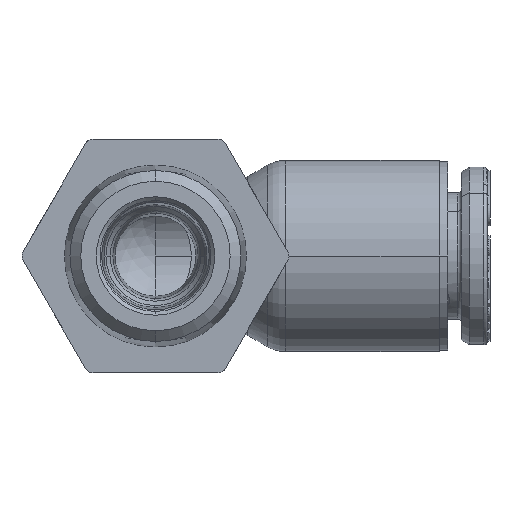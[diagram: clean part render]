
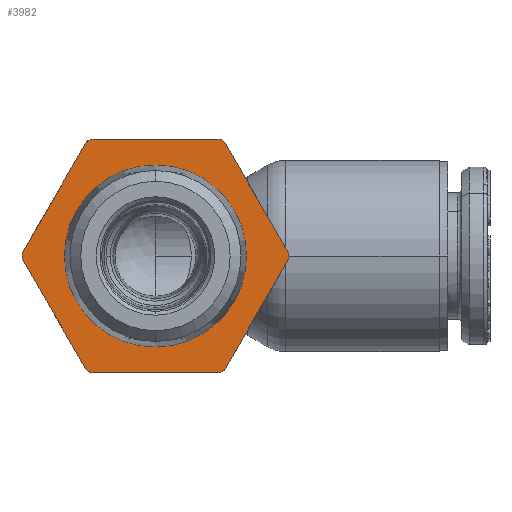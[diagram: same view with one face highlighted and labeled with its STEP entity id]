
A CAD part, front view. The second image highlights one B-rep face of the part: STEP entity #3982.
In plain terms, the highlighted planar face has unit normal (0, -1, 0).
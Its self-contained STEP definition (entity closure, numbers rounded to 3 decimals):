
#3982=ADVANCED_FACE('',(#8105,#8106),#8107,.F.);
#8105=FACE_OUTER_BOUND('',#15847,.T.);
#8106=FACE_BOUND('',#15848,.T.);
#8107=PLANE('',#15849);
#15847=EDGE_LOOP('',(#27854,#27855,#27856,#27857,#27858,#27859,#27860,#27861,#27862,#27863,#27864,#27865));
#15848=EDGE_LOOP('',(#27866,#27867));
#15849=AXIS2_PLACEMENT_3D('',#27868,#27869,#27870);
#27854=ORIENTED_EDGE('',*,*,#32204,.T.);
#27855=ORIENTED_EDGE('',*,*,#32399,.F.);
#27856=ORIENTED_EDGE('',*,*,#29571,.T.);
#27857=ORIENTED_EDGE('',*,*,#31861,.F.);
#27858=ORIENTED_EDGE('',*,*,#33267,.T.);
#27859=ORIENTED_EDGE('',*,*,#32625,.F.);
#27860=ORIENTED_EDGE('',*,*,#34174,.T.);
#27861=ORIENTED_EDGE('',*,*,#34193,.F.);
#27862=ORIENTED_EDGE('',*,*,#33610,.T.);
#27863=ORIENTED_EDGE('',*,*,#32820,.F.);
#27864=ORIENTED_EDGE('',*,*,#29821,.T.);
#27865=ORIENTED_EDGE('',*,*,#34009,.F.);
#27866=ORIENTED_EDGE('',*,*,#31345,.F.);
#27867=ORIENTED_EDGE('',*,*,#33596,.F.);
#27868=CARTESIAN_POINT('',(0.0,-23.4,0.0));
#27869=DIRECTION('',(0.0,1.0,0.0));
#27870=DIRECTION('',(0.0,0.0,-1.0));
#29571=EDGE_CURVE('',#34847,#34845,#34848,.T.);
#29821=EDGE_CURVE('',#35289,#35287,#35290,.T.);
#31345=EDGE_CURVE('',#37846,#37842,#37848,.T.);
#31861=EDGE_CURVE('',#38645,#34845,#38647,.T.);
#32204=EDGE_CURVE('',#39164,#39162,#39165,.T.);
#32399=EDGE_CURVE('',#34847,#39162,#39433,.T.);
#32625=EDGE_CURVE('',#39734,#39736,#39737,.T.);
#32820=EDGE_CURVE('',#35289,#39987,#39988,.T.);
#33267=EDGE_CURVE('',#38645,#39736,#40569,.T.);
#33596=EDGE_CURVE('',#37842,#37846,#40974,.T.);
#33610=EDGE_CURVE('',#40990,#39987,#40991,.T.);
#34009=EDGE_CURVE('',#39164,#35287,#41436,.T.);
#34174=EDGE_CURVE('',#39734,#41611,#41613,.T.);
#34193=EDGE_CURVE('',#40990,#41611,#41632,.T.);
#34845=VERTEX_POINT('',#42681);
#34847=VERTEX_POINT('',#42684);
#34848=CIRCLE('',#42685,0.5);
#35287=VERTEX_POINT('',#43393);
#35289=VERTEX_POINT('',#43396);
#35290=CIRCLE('',#43397,0.5);
#37842=VERTEX_POINT('',#48126);
#37846=VERTEX_POINT('',#48131);
#37848=CIRCLE('',#48134,5.064);
#38645=VERTEX_POINT('',#49625);
#38647=LINE('',#49628,#49629);
#39162=VERTEX_POINT('',#50702);
#39164=VERTEX_POINT('',#50705);
#39165=CIRCLE('',#50706,0.5);
#39433=LINE('',#51586,#51587);
#39734=VERTEX_POINT('',#52287);
#39736=VERTEX_POINT('',#52290);
#39737=LINE('',#52291,#52292);
#39987=VERTEX_POINT('',#52760);
#39988=LINE('',#52761,#52762);
#40569=CIRCLE('',#54105,0.5);
#40974=CIRCLE('',#54757,5.064);
#40990=VERTEX_POINT('',#54779);
#40991=CIRCLE('',#54780,0.5);
#41436=LINE('',#55655,#55656);
#41611=VERTEX_POINT('',#55932);
#41613=CIRCLE('',#55935,0.5);
#41632=LINE('',#55965,#55966);
#42681=CARTESIAN_POINT('',(3.464,-23.4,6.5));
#42684=CARTESIAN_POINT('',(3.897,-23.4,6.25));
#42685=AXIS2_PLACEMENT_3D('',#56605,#56606,#56607);
#43393=CARTESIAN_POINT('',(3.897,-23.4,-6.25));
#43396=CARTESIAN_POINT('',(3.464,-23.4,-6.5));
#43397=AXIS2_PLACEMENT_3D('',#56901,#56902,#56903);
#48126=CARTESIAN_POINT('',(0.,-23.4,-5.064));
#48131=CARTESIAN_POINT('',(0.0,-23.4,5.064));
#48134=AXIS2_PLACEMENT_3D('',#58787,#58788,#58789);
#49625=CARTESIAN_POINT('',(-3.464,-23.4,6.5));
#49628=CARTESIAN_POINT('',(-3.464,-23.4,6.5));
#49629=VECTOR('',#59418,6.928);
#50702=CARTESIAN_POINT('',(7.361,-23.4,0.25));
#50705=CARTESIAN_POINT('',(7.361,-23.4,-0.25));
#50706=AXIS2_PLACEMENT_3D('',#59843,#59844,#59845);
#51586=CARTESIAN_POINT('',(3.897,-23.4,6.25));
#51587=VECTOR('',#60066,6.928);
#52287=CARTESIAN_POINT('',(-7.361,-23.4,0.25));
#52290=CARTESIAN_POINT('',(-3.897,-23.4,6.25));
#52291=CARTESIAN_POINT('',(-7.361,-23.4,0.25));
#52292=VECTOR('',#60338,6.928);
#52760=CARTESIAN_POINT('',(-3.464,-23.4,-6.5));
#52761=CARTESIAN_POINT('',(3.464,-23.4,-6.5));
#52762=VECTOR('',#60577,6.928);
#54105=AXIS2_PLACEMENT_3D('',#61042,#61043,#61044);
#54757=AXIS2_PLACEMENT_3D('',#61371,#61372,#61373);
#54779=CARTESIAN_POINT('',(-3.897,-23.4,-6.25));
#54780=AXIS2_PLACEMENT_3D('',#61386,#61387,#61388);
#55655=CARTESIAN_POINT('',(7.361,-23.4,-0.25));
#55656=VECTOR('',#61713,6.928);
#55932=CARTESIAN_POINT('',(-7.361,-23.4,-0.25));
#55935=AXIS2_PLACEMENT_3D('',#61821,#61822,#61823);
#55965=CARTESIAN_POINT('',(-3.897,-23.4,-6.25));
#55966=VECTOR('',#61835,6.928);
#56605=CARTESIAN_POINT('',(3.464,-23.4,6.0));
#56606=DIRECTION('',(0.0,-1.0,0.0));
#56607=DIRECTION('',(0.866,0.0,0.5));
#56901=CARTESIAN_POINT('',(3.464,-23.4,-6.0));
#56902=DIRECTION('',(0.0,-1.0,0.0));
#56903=DIRECTION('',(0.0,0.0,-1.0));
#58787=CARTESIAN_POINT('',(0.0,-23.4,0.0));
#58788=DIRECTION('',(0.0,-1.0,0.0));
#58789=DIRECTION('',(0.0,0.0,-1.0));
#59418=DIRECTION('',(1.0,0.0,0.0));
#59843=CARTESIAN_POINT('',(6.928,-23.4,0.0));
#59844=DIRECTION('',(0.0,-1.0,0.0));
#59845=DIRECTION('',(0.866,0.0,-0.5));
#60066=DIRECTION('',(0.5,0.0,-0.866));
#60338=DIRECTION('',(0.5,0.0,0.866));
#60577=DIRECTION('',(-1.0,0.0,0.0));
#61042=CARTESIAN_POINT('',(-3.464,-23.4,6.0));
#61043=DIRECTION('',(0.0,-1.0,0.0));
#61044=DIRECTION('',(0.0,0.0,1.0));
#61371=CARTESIAN_POINT('',(0.0,-23.4,0.0));
#61372=DIRECTION('',(0.0,-1.0,0.0));
#61373=DIRECTION('',(0.0,0.0,-1.0));
#61386=CARTESIAN_POINT('',(-3.464,-23.4,-6.0));
#61387=DIRECTION('',(0.0,-1.0,-0.0));
#61388=DIRECTION('',(-0.866,0.0,-0.5));
#61713=DIRECTION('',(-0.5,0.0,-0.866));
#61821=CARTESIAN_POINT('',(-6.928,-23.4,0.0));
#61822=DIRECTION('',(-0.0,-1.0,0.0));
#61823=DIRECTION('',(-0.866,0.0,0.5));
#61835=DIRECTION('',(-0.5,0.0,0.866));
